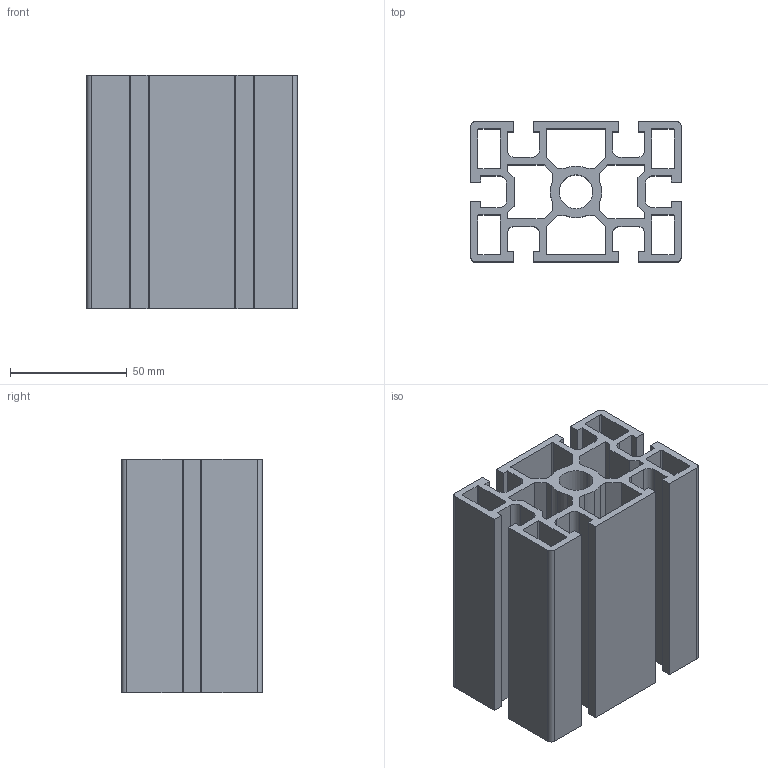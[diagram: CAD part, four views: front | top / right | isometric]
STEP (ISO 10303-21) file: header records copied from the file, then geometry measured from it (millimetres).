
FILE_DESCRIPTION(/* description */ ('PROF.60x90 6C P'),/* implementation_level */ '2;1');
FILE_NAME(/* name */ 'BPRDD0000205.stp',/* time_stamp */ '2017-07-13T17:46:26+02:00',/* author */ ('fzagni'),/* organization */ (''),/* preprocessor_version */ 'ST-DEVELOPER v16.1',/* originating_system */ 'Autodesk Inventor 2016',/* authorisation */ '');
FILE_SCHEMA (('AUTOMOTIVE_DESIGN { 1 0 10303 214 3 1 1 }'));
Length unit declared in the file: millimetre
Products named in the file (1): 01.6090.P6A
Bounding box: 90 x 60 x 100 mm (x, y, z)
Volume: 189592.7 mm3; surface area: 114887.4 mm2
Topology: 1 solids, 1 shells, 151 faces, 447 edges, 298 vertices
Faces by surface type: plane 106, cylinder 45
Entity records: 5091 total; most frequent: CARTESIAN_POINT 897, ORIENTED_EDGE 894, DIRECTION 841, EDGE_CURVE 447, LINE 357, VECTOR 357, VERTEX_POINT 298, AXIS2_PLACEMENT_3D 242
